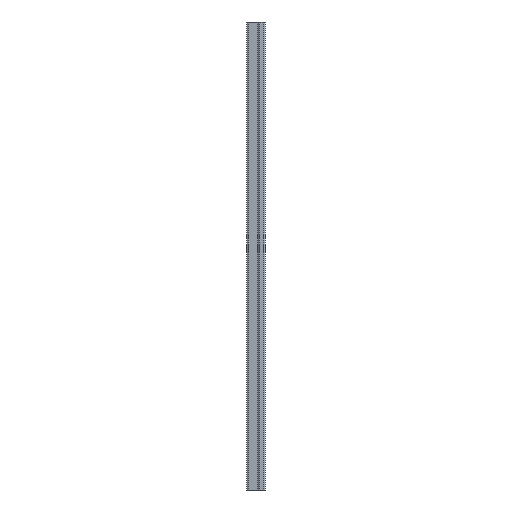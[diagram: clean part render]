
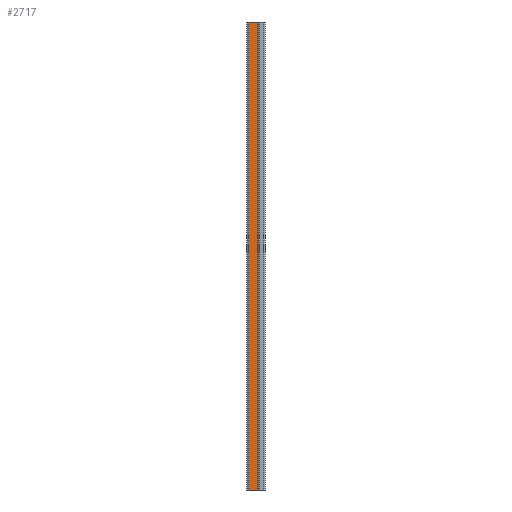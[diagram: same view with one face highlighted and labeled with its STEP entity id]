
A CAD part, left-side view. The second image highlights one B-rep face of the part: STEP entity #2717.
In plain terms, the highlighted planar face has unit normal (-1, 0, 0).
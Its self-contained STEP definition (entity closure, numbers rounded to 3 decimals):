
#69=PLANE($,#2991);
#190=FACE_OUTER_BOUND($,#329,.T.);
#329=EDGE_LOOP($,(#2123,#2124,#2125,#2126));
#556=LINE($,#4544,#797);
#557=LINE($,#4547,#798);
#558=LINE($,#4549,#799);
#559=LINE($,#4550,#800);
#797=VECTOR($,#3714,1000.);
#798=VECTOR($,#3717,19.242);
#799=VECTOR($,#3718,19.242);
#800=VECTOR($,#3719,1000.);
#1236=VERTEX_POINT($,#4540);
#1237=VERTEX_POINT($,#4542);
#1238=VERTEX_POINT($,#4546);
#1239=VERTEX_POINT($,#4548);
#1612=EDGE_CURVE($,#1236,#1237,#556,.T.);
#1613=EDGE_CURVE($,#1238,#1236,#557,.T.);
#1614=EDGE_CURVE($,#1239,#1237,#558,.T.);
#1615=EDGE_CURVE($,#1238,#1239,#559,.T.);
#2123=ORIENTED_EDGE($,*,*,#1613,.T.);
#2124=ORIENTED_EDGE($,*,*,#1612,.T.);
#2125=ORIENTED_EDGE($,*,*,#1614,.F.);
#2126=ORIENTED_EDGE($,*,*,#1615,.F.);
#2717=ADVANCED_FACE($,(#190),#69,.T.);
#2991=AXIS2_PLACEMENT_3D($,#4545,#3715,#3716);
#3714=DIRECTION($,(0.,0.,1.));
#3715=DIRECTION('center_axis',(-1.,0.,0.));
#3716=DIRECTION('ref_axis',(0.,-1.,0.));
#3717=DIRECTION($,(0.,-1.,0.));
#3718=DIRECTION($,(0.,-1.,0.));
#3719=DIRECTION($,(0.,0.,1.));
#4540=CARTESIAN_POINT('',(20.,0.756,0.));
#4542=CARTESIAN_POINT('',(20.,0.756,1000.));
#4544=CARTESIAN_POINT($,(20.,0.756,0.));
#4545=CARTESIAN_POINT('Origin',(20.,19.998,0.));
#4546=CARTESIAN_POINT('',(20.,19.998,0.));
#4547=CARTESIAN_POINT($,(20.,19.998,0.));
#4548=CARTESIAN_POINT('',(20.,19.998,1000.));
#4549=CARTESIAN_POINT($,(20.,19.998,1000.));
#4550=CARTESIAN_POINT($,(20.,19.998,0.));
